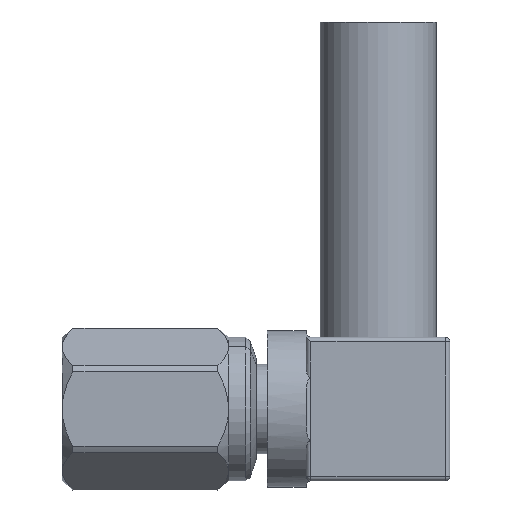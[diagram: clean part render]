
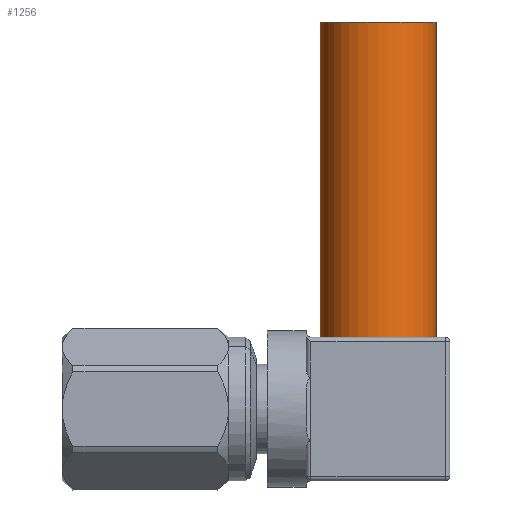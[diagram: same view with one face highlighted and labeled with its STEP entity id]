
A CAD part, front view. The second image highlights one B-rep face of the part: STEP entity #1256.
In plain terms, the highlighted cylindrical face has radius 1.6 mm (diameter 3.2 mm), a partial arc.
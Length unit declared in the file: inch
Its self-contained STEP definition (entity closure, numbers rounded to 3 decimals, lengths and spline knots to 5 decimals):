
#36 = DIRECTION ( 'NONE',  ( 0., 0., -1. ) ) ;
#102 = CIRCLE ( 'NONE', #3959, 0.06299 ) ;
#291 = CARTESIAN_POINT ( 'NONE',  ( 0.40564, 0., 0.078 ) ) ;
#301 = ORIENTED_EDGE ( 'NONE', *, *, #2918, .F. ) ;
#403 = VECTOR ( 'NONE', #3915, 39.37008 ) ;
#549 = DIRECTION ( 'NONE',  ( 1., 0., 0. ) ) ;
#855 = ORIENTED_EDGE ( 'NONE', *, *, #1066, .T. ) ;
#1033 = EDGE_CURVE ( 'NONE', #3258, #2514, #1951, .T. ) ;
#1041 = LINE ( 'NONE', #3122, #403 ) ;
#1066 = EDGE_CURVE ( 'NONE', #3258, #4343, #3939, .T. ) ;
#1189 = ORIENTED_EDGE ( 'NONE', *, *, #1033, .F. ) ;
#1256 = ADVANCED_FACE ( 'NONE', ( #2898 ), #4510, .T. ) ;
#1375 = DIRECTION ( 'NONE',  ( 1., 0., 0. ) ) ;
#1424 = DIRECTION ( 'NONE',  ( 0., 0., 1. ) ) ;
#1435 = CARTESIAN_POINT ( 'NONE',  ( 0.27966, 0., 0.42052 ) ) ;
#1640 = DIRECTION ( 'NONE',  ( 0., 0., 1. ) ) ;
#1832 = CARTESIAN_POINT ( 'NONE',  ( 0.34265, 0., 0.42052 ) ) ;
#1893 = ORIENTED_EDGE ( 'NONE', *, *, #3688, .T. ) ;
#1951 = CIRCLE ( 'NONE', #2076, 0.06299 ) ;
#2076 = AXIS2_PLACEMENT_3D ( 'NONE', #3625, #1424, #1375 ) ;
#2514 = VERTEX_POINT ( 'NONE', #3115 ) ;
#2795 = CARTESIAN_POINT ( 'NONE',  ( 0.27966, 0., 0.42052 ) ) ;
#2898 = FACE_OUTER_BOUND ( 'NONE', #4319, .T. ) ;
#2918 = EDGE_CURVE ( 'NONE', #2514, #4153, #1041, .T. ) ;
#2981 = DIRECTION ( 'NONE',  ( -1., 0., 0. ) ) ;
#3115 = CARTESIAN_POINT ( 'NONE',  ( 0.40564, 0., 0.42052 ) ) ;
#3122 = CARTESIAN_POINT ( 'NONE',  ( 0.40564, 0., 0.42052 ) ) ;
#3258 = VERTEX_POINT ( 'NONE', #2795 ) ;
#3561 = CARTESIAN_POINT ( 'NONE',  ( 0.34265, 0., 0.078 ) ) ;
#3580 = AXIS2_PLACEMENT_3D ( 'NONE', #1832, #36, #2981 ) ;
#3625 = CARTESIAN_POINT ( 'NONE',  ( 0.34265, 0., 0.42052 ) ) ;
#3688 = EDGE_CURVE ( 'NONE', #4343, #4153, #102, .T. ) ;
#3758 = VECTOR ( 'NONE', #4374, 39.37008 ) ;
#3915 = DIRECTION ( 'NONE',  ( 0., 0., -1. ) ) ;
#3939 = LINE ( 'NONE', #1435, #3758 ) ;
#3959 = AXIS2_PLACEMENT_3D ( 'NONE', #3561, #1640, #549 ) ;
#4153 = VERTEX_POINT ( 'NONE', #291 ) ;
#4319 = EDGE_LOOP ( 'NONE', ( #301, #1189, #855, #1893 ) ) ;
#4343 = VERTEX_POINT ( 'NONE', #4443 ) ;
#4374 = DIRECTION ( 'NONE',  ( 0., 0., -1. ) ) ;
#4443 = CARTESIAN_POINT ( 'NONE',  ( 0.27966, 0., 0.078 ) ) ;
#4510 = CYLINDRICAL_SURFACE ( 'NONE', #3580, 0.06299 ) ;
